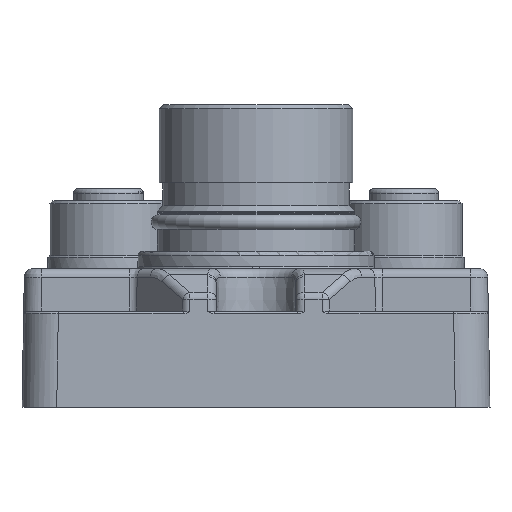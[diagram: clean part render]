
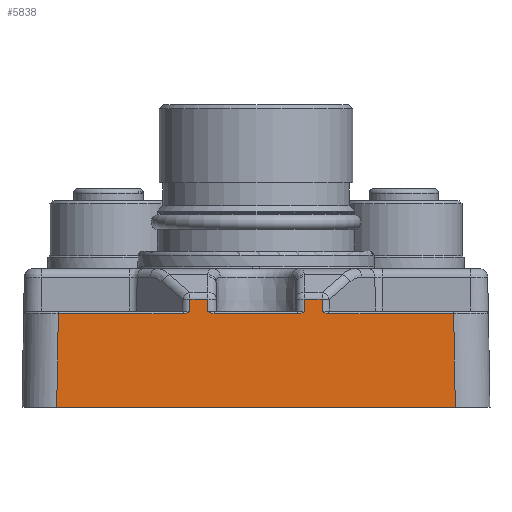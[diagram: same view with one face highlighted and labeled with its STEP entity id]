
A CAD part, left-side view. The second image highlights one B-rep face of the part: STEP entity #5838.
In plain terms, the highlighted planar face has unit normal (-1, 0, 0.018).
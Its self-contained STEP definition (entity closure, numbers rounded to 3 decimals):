
#1067=FACE_OUTER_BOUND('',#7956,.T.);
#2663=B_SPLINE_CURVE_WITH_KNOTS('',3,(#36986,#36987,#36988,#36989,#36990,
#36991,#36992,#36993,#36994,#36995,#36996,#36997,#36998),.UNSPECIFIED.,
 .F.,.F.,(4,1,1,1,1,1,1,1,1,1,4),(0.,0.042,0.083,
0.167,0.25,0.333,0.5,0.667,0.833,
0.917,1.),.UNSPECIFIED.);
#2672=B_SPLINE_CURVE_WITH_KNOTS('',3,(#37706,#37707,#37708,#37709,#37710,
#37711,#37712,#37713,#37714,#37715,#37716,#37717,#37718),.UNSPECIFIED.,
 .F.,.F.,(4,1,1,1,1,1,1,1,1,1,4),(0.,0.083,0.167,
0.333,0.5,0.667,0.75,0.833,0.917,
0.958,1.),.UNSPECIFIED.);
#2678=B_SPLINE_CURVE_WITH_KNOTS('',3,(#38351,#38352,#38353,#38354,#38355,
#38356,#38357,#38358,#38359,#38360,#38361,#38362,#38363),.UNSPECIFIED.,
 .F.,.F.,(4,1,1,1,1,1,1,1,1,1,4),(0.,0.083,0.167,
0.333,0.5,0.667,0.75,0.833,0.917,
0.958,1.),.UNSPECIFIED.);
#2681=B_SPLINE_CURVE_WITH_KNOTS('',3,(#38640,#38641,#38642,#38643,#38644,
#38645,#38646,#38647,#38648,#38649,#38650,#38651,#38652),.UNSPECIFIED.,
 .F.,.F.,(4,1,1,1,1,1,1,1,1,1,4),(0.,0.042,0.083,
0.167,0.25,0.333,0.5,0.667,0.833,
0.917,1.),.UNSPECIFIED.);
#3497=LINE('',#36963,#4701);
#3500=LINE('',#37517,#4704);
#3512=LINE('',#37566,#4716);
#3524=LINE('',#37702,#4728);
#3526=LINE('',#38229,#4730);
#3531=LINE('',#38581,#4735);
#3533=LINE('',#38848,#4737);
#3540=LINE('',#38890,#4744);
#3541=LINE('',#38892,#4745);
#3542=LINE('',#38894,#4746);
#3543=LINE('',#38895,#4747);
#3544=LINE('',#38896,#4748);
#4701=VECTOR('',#24421,1.);
#4704=VECTOR('',#24444,1.);
#4716=VECTOR('',#24498,1.);
#4728=VECTOR('',#24532,1.);
#4730=VECTOR('',#24546,1.);
#4735=VECTOR('',#24585,1.);
#4737=VECTOR('',#24591,1.);
#4744=VECTOR('',#24612,1.);
#4745=VECTOR('',#24615,1.);
#4746=VECTOR('',#24616,1.);
#4747=VECTOR('',#24617,1.);
#4748=VECTOR('',#24618,1.);
#5838=ADVANCED_FACE('1937-0-10',(#1067),#6711,.T.);
#6711=PLANE('',#21097);
#7956=EDGE_LOOP('',(#11614,#11615,#11616,#11617,#11618,#11619,#11620,#11621,
#11622,#11623,#11624,#11625,#11626,#11627,#11628,#11629));
#11614=ORIENTED_EDGE('',*,*,#18055,.T.);
#11615=ORIENTED_EDGE('',*,*,#18054,.T.);
#11616=ORIENTED_EDGE('',*,*,#18030,.T.);
#11617=ORIENTED_EDGE('',*,*,#18033,.T.);
#11618=ORIENTED_EDGE('',*,*,#18039,.T.);
#11619=ORIENTED_EDGE('',*,*,#18040,.T.);
#11620=ORIENTED_EDGE('',*,*,#18056,.T.);
#11621=ORIENTED_EDGE('',*,*,#17996,.T.);
#11622=ORIENTED_EDGE('',*,*,#17998,.T.);
#11623=ORIENTED_EDGE('',*,*,#17970,.T.);
#11624=ORIENTED_EDGE('',*,*,#18009,.T.);
#11625=ORIENTED_EDGE('',*,*,#18057,.T.);
#11626=ORIENTED_EDGE('',*,*,#17946,.T.);
#11627=ORIENTED_EDGE('',*,*,#17927,.T.);
#11628=ORIENTED_EDGE('',*,*,#17931,.T.);
#11629=ORIENTED_EDGE('',*,*,#18058,.T.);
#15634=VERTEX_POINT('',#36962);
#15635=VERTEX_POINT('',#36964);
#15637=VERTEX_POINT('',#36985);
#15643=VERTEX_POINT('',#37518);
#15658=VERTEX_POINT('',#37565);
#15659=VERTEX_POINT('',#37567);
#15676=VERTEX_POINT('',#37701);
#15677=VERTEX_POINT('',#37703);
#15680=VERTEX_POINT('',#38228);
#15696=VERTEX_POINT('',#38350);
#15697=VERTEX_POINT('',#38364);
#15699=VERTEX_POINT('',#38580);
#15701=VERTEX_POINT('',#38639);
#15702=VERTEX_POINT('',#38849);
#15711=VERTEX_POINT('',#38889);
#15712=VERTEX_POINT('',#38893);
#17927=EDGE_CURVE('',#15635,#15634,#3497,.T.);
#17931=EDGE_CURVE('',#15634,#15637,#2663,.T.);
#17946=EDGE_CURVE('',#15643,#15635,#3500,.T.);
#17970=EDGE_CURVE('',#15659,#15658,#3512,.T.);
#17996=EDGE_CURVE('',#15677,#15676,#3524,.T.);
#17998=EDGE_CURVE('',#15676,#15659,#2672,.T.);
#18009=EDGE_CURVE('',#15658,#15680,#3526,.T.);
#18030=EDGE_CURVE('',#15697,#15696,#2678,.T.);
#18033=EDGE_CURVE('',#15696,#15699,#3531,.T.);
#18039=EDGE_CURVE('',#15699,#15701,#2681,.T.);
#18040=EDGE_CURVE('',#15701,#15702,#3533,.T.);
#18054=EDGE_CURVE('',#15711,#15697,#3540,.T.);
#18055=EDGE_CURVE('',#15712,#15711,#3541,.T.);
#18056=EDGE_CURVE('',#15702,#15677,#3542,.T.);
#18057=EDGE_CURVE('',#15680,#15643,#3543,.T.);
#18058=EDGE_CURVE('',#15637,#15712,#3544,.T.);
#21097=AXIS2_PLACEMENT_3D('',#38897,#24619,#24620);
#24421=DIRECTION('',(0.,1.,0.));
#24444=DIRECTION('',(0.017,0.017,1.));
#24498=DIRECTION('',(0.,1.,0.));
#24532=DIRECTION('',(-0.017,0.009,-1.));
#24546=DIRECTION('',(-0.017,0.017,-1.));
#24585=DIRECTION('',(0.,1.,0.));
#24591=DIRECTION('',(0.017,0.009,1.));
#24612=DIRECTION('',(-0.017,0.009,-1.));
#24615=DIRECTION('',(0.,1.,0.));
#24616=DIRECTION('',(0.,1.,0.));
#24617=DIRECTION('',(0.,-1.,0.));
#24618=DIRECTION('',(0.017,0.009,1.));
#24619=DIRECTION('',(-1.,0.,0.017));
#24620=DIRECTION('',(0.,-1.,0.));
#36962=CARTESIAN_POINT('',(-93.058,34.608,-5.197));
#36963=CARTESIAN_POINT('',(-93.058,20.209,-5.197));
#36964=CARTESIAN_POINT('',(-93.058,20.209,-5.197));
#36985=CARTESIAN_POINT('',(-93.055,35.357,-5.));
#36986=CARTESIAN_POINT('',(-93.058,34.608,-5.197));
#36987=CARTESIAN_POINT('',(-93.058,34.619,-5.197));
#36988=CARTESIAN_POINT('',(-93.058,34.64,-5.196));
#36989=CARTESIAN_POINT('',(-93.058,34.683,-5.193));
#36990=CARTESIAN_POINT('',(-93.058,34.736,-5.187));
#36991=CARTESIAN_POINT('',(-93.058,34.799,-5.176));
#36992=CARTESIAN_POINT('',(-93.058,34.882,-5.156));
#36993=CARTESIAN_POINT('',(-93.057,34.986,-5.124));
#36994=CARTESIAN_POINT('',(-93.056,35.109,-5.08));
#36995=CARTESIAN_POINT('',(-93.056,35.212,-5.044));
#36996=CARTESIAN_POINT('',(-93.055,35.295,-5.017));
#36997=CARTESIAN_POINT('',(-93.055,35.336,-5.005));
#36998=CARTESIAN_POINT('',(-93.055,35.357,-5.));
#37517=CARTESIAN_POINT('',(-93.247,20.02,-16.));
#37518=CARTESIAN_POINT('',(-93.247,20.02,-16.));
#37565=CARTESIAN_POINT('',(-93.058,65.791,-5.197));
#37566=CARTESIAN_POINT('',(-93.058,51.392,-5.197));
#37567=CARTESIAN_POINT('',(-93.058,51.392,-5.197));
#37701=CARTESIAN_POINT('',(-93.055,50.643,-5.));
#37702=CARTESIAN_POINT('',(-93.03,50.63,-3.557));
#37703=CARTESIAN_POINT('',(-93.03,50.63,-3.557));
#37706=CARTESIAN_POINT('',(-93.055,50.643,-5.));
#37707=CARTESIAN_POINT('',(-93.055,50.664,-5.005));
#37708=CARTESIAN_POINT('',(-93.055,50.705,-5.017));
#37709=CARTESIAN_POINT('',(-93.056,50.788,-5.044));
#37710=CARTESIAN_POINT('',(-93.056,50.891,-5.08));
#37711=CARTESIAN_POINT('',(-93.057,51.014,-5.124));
#37712=CARTESIAN_POINT('',(-93.058,51.118,-5.156));
#37713=CARTESIAN_POINT('',(-93.058,51.201,-5.176));
#37714=CARTESIAN_POINT('',(-93.058,51.264,-5.187));
#37715=CARTESIAN_POINT('',(-93.058,51.317,-5.193));
#37716=CARTESIAN_POINT('',(-93.058,51.36,-5.196));
#37717=CARTESIAN_POINT('',(-93.058,51.381,-5.197));
#37718=CARTESIAN_POINT('',(-93.058,51.392,-5.197));
#38228=CARTESIAN_POINT('',(-93.247,65.98,-16.));
#38229=CARTESIAN_POINT('',(-93.058,65.791,-5.197));
#38350=CARTESIAN_POINT('',(-93.058,38.192,-5.197));
#38351=CARTESIAN_POINT('',(-93.055,37.444,-5.));
#38352=CARTESIAN_POINT('',(-93.055,37.465,-5.005));
#38353=CARTESIAN_POINT('',(-93.055,37.506,-5.017));
#38354=CARTESIAN_POINT('',(-93.056,37.589,-5.044));
#38355=CARTESIAN_POINT('',(-93.056,37.691,-5.08));
#38356=CARTESIAN_POINT('',(-93.057,37.815,-5.124));
#38357=CARTESIAN_POINT('',(-93.058,37.918,-5.156));
#38358=CARTESIAN_POINT('',(-93.058,38.001,-5.176));
#38359=CARTESIAN_POINT('',(-93.058,38.064,-5.187));
#38360=CARTESIAN_POINT('',(-93.058,38.117,-5.193));
#38361=CARTESIAN_POINT('',(-93.058,38.16,-5.196));
#38362=CARTESIAN_POINT('',(-93.058,38.182,-5.197));
#38363=CARTESIAN_POINT('',(-93.058,38.192,-5.197));
#38364=CARTESIAN_POINT('',(-93.055,37.444,-5.));
#38580=CARTESIAN_POINT('',(-93.058,47.808,-5.197));
#38581=CARTESIAN_POINT('',(-93.058,38.192,-5.197));
#38639=CARTESIAN_POINT('',(-93.055,48.556,-5.));
#38640=CARTESIAN_POINT('',(-93.058,47.808,-5.197));
#38641=CARTESIAN_POINT('',(-93.058,47.818,-5.197));
#38642=CARTESIAN_POINT('',(-93.058,47.84,-5.196));
#38643=CARTESIAN_POINT('',(-93.058,47.883,-5.193));
#38644=CARTESIAN_POINT('',(-93.058,47.936,-5.187));
#38645=CARTESIAN_POINT('',(-93.058,47.999,-5.176));
#38646=CARTESIAN_POINT('',(-93.058,48.082,-5.156));
#38647=CARTESIAN_POINT('',(-93.057,48.185,-5.124));
#38648=CARTESIAN_POINT('',(-93.056,48.309,-5.08));
#38649=CARTESIAN_POINT('',(-93.056,48.411,-5.044));
#38650=CARTESIAN_POINT('',(-93.055,48.494,-5.017));
#38651=CARTESIAN_POINT('',(-93.055,48.535,-5.005));
#38652=CARTESIAN_POINT('',(-93.055,48.556,-5.));
#38848=CARTESIAN_POINT('',(-93.055,48.556,-5.));
#38849=CARTESIAN_POINT('',(-93.03,48.569,-3.557));
#38889=CARTESIAN_POINT('',(-93.03,37.431,-3.557));
#38890=CARTESIAN_POINT('',(-93.03,37.431,-3.557));
#38892=CARTESIAN_POINT('',(-93.03,35.37,-3.557));
#38893=CARTESIAN_POINT('',(-93.03,35.37,-3.557));
#38894=CARTESIAN_POINT('',(-93.03,48.569,-3.557));
#38895=CARTESIAN_POINT('',(-93.247,65.98,-16.));
#38896=CARTESIAN_POINT('',(-93.055,35.357,-5.));
#38897=CARTESIAN_POINT('',(-93.023,15.805,-3.192));
